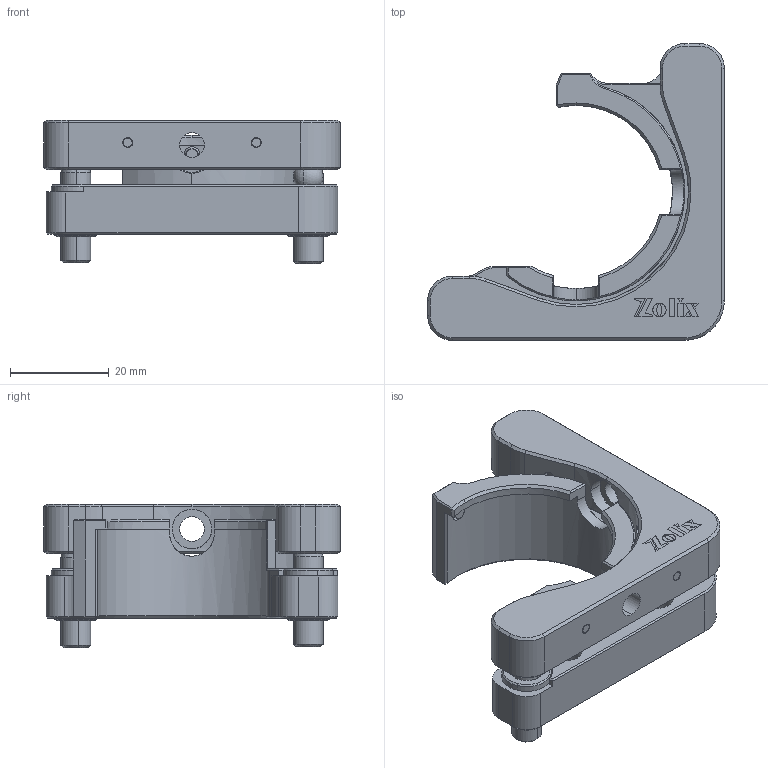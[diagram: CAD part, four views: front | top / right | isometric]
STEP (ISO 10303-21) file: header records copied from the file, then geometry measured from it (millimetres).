
FILE_DESCRIPTION (( 'STEP AP203' ), '1' );
FILE_NAME ('NMC38.1.step', '2019-05-09T08:59:48', ( '' ), ( '' ), 'SwSTEP 2.0', 'SolidWorks 2016', '' );
FILE_SCHEMA (( 'CONFIG_CONTROL_DESIGN' ));
Length unit declared in the file: millimetre
Products named in the file (1): NMC38.1
Bounding box: 60 x 60 x 29 mm (x, y, z)
Surface area: 14884.4 mm2 (no closed solid volume)
Topology: 0 solids, 33 shells, 410 faces, 1305 edges, 917 vertices
Faces by surface type: plane 178, cylinder 122, cone 103, sphere 6, bspline 1
Entity records: 15717 total; most frequent: CARTESIAN_POINT 4167, DIRECTION 2408, ORIENTED_EDGE 2180, EDGE_CURVE 1288, VERTEX_POINT 910, LINE 826, VECTOR 826, AXIS2_PLACEMENT_3D 791
